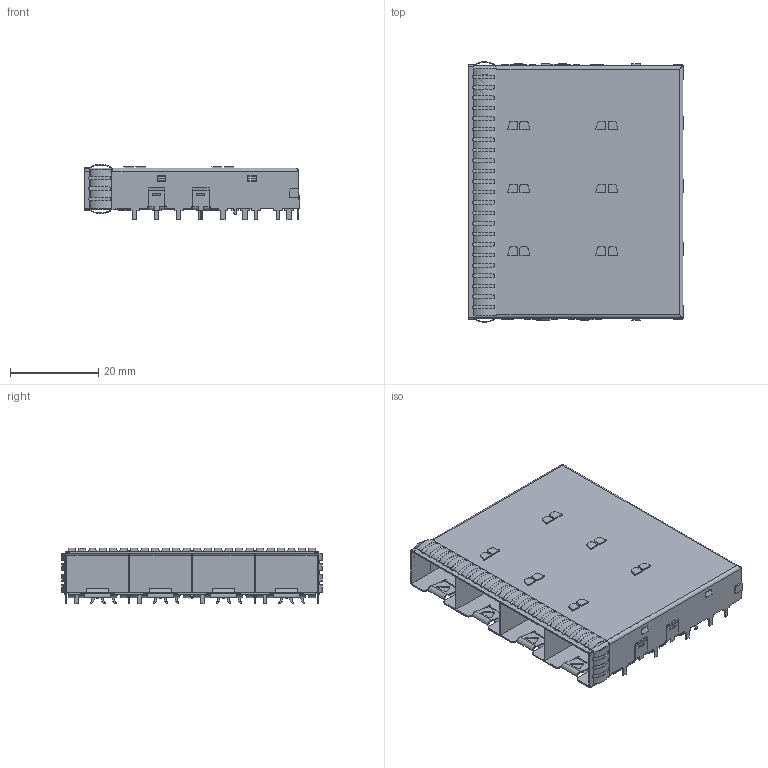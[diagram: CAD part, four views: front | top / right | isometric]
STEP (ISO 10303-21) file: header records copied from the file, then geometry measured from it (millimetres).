
FILE_DESCRIPTION((''),'2;1');
FILE_NAME('TYCO_2007132-1.stp','2013-06-03T15:18:26',(''),(''),'Mechanical Desktop 2011','Mechanical Desktop 2011',', , ');
FILE_SCHEMA(('AUTOMOTIVE_DESIGN { 1 2 10303 214 1 1 1 1 }'));
Length unit declared in the file: millimetre
Products named in the file (1): Product
Bounding box: 48.98 x 59.05 x 12.65 mm (x, y, z)
Volume: 1877.8 mm3; surface area: 15516.4 mm2
Topology: 1 solids, 1 shells, 1423 faces, 4557 edges, 3012 vertices
Faces by surface type: plane 870, cylinder 553
Entity records: 64933 total; most frequent: CARTESIAN_POINT 24213, ORIENTED_EDGE 9114, DIRECTION 8060, EDGE_CURVE 4557, VECTOR 3042, LINE 3042, VERTEX_POINT 3012, AXIS2_PLACEMENT_3D 2509
